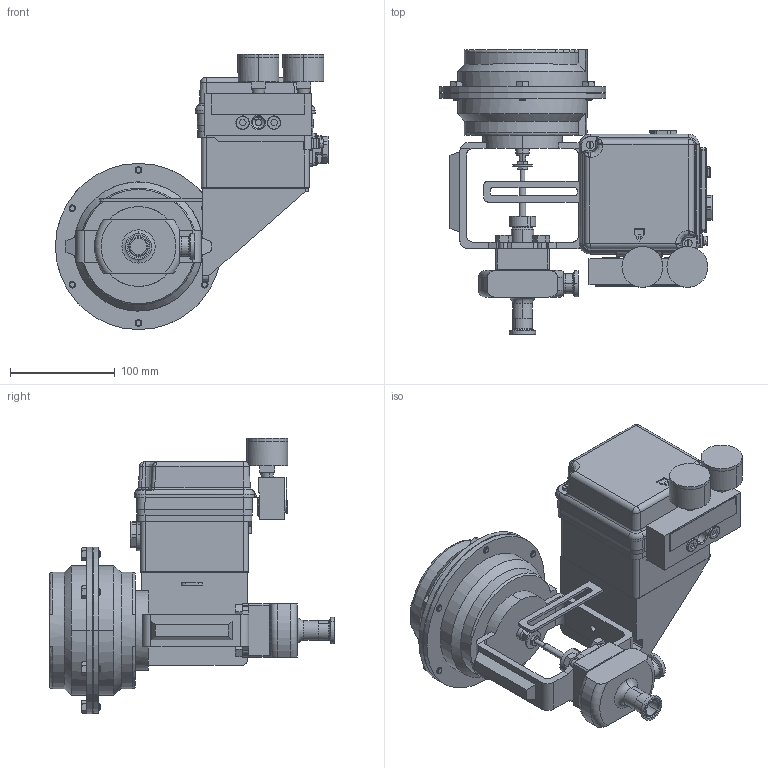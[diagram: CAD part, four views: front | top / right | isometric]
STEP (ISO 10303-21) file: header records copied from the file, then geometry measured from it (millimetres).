
FILE_DESCRIPTION (( 'STEP AP203' ), '1' );
FILE_NAME ('978SP-075-LF-14M-16IP.STEP', '2017-06-14T19:54:38', ( '' ), ( '' ), 'SwSTEP 2.0', 'SolidWorks 2014', '' );
FILE_SCHEMA (( 'CONFIG_CONTROL_DESIGN' ));
Length unit declared in the file: inch
Products named in the file (2): 978SP-075-LF-14M-16IP
Bounding box: 260.93 x 272.11 x 263 mm (x, y, z)
Volume: 2834407.7 mm3; surface area: 282425.3 mm2
Topology: 3 solids, 3 shells, 1116 faces, 2790 edges, 1729 vertices
Faces by surface type: plane 507, cylinder 319, cone 160, bspline 102, torus 28
Entity records: 40332 total; most frequent: CARTESIAN_POINT 14237, ORIENTED_EDGE 5548, DIRECTION 5215, EDGE_CURVE 2774, AXIS2_PLACEMENT_3D 1885, VERTEX_POINT 1729, VECTOR 1445, LINE 1445
